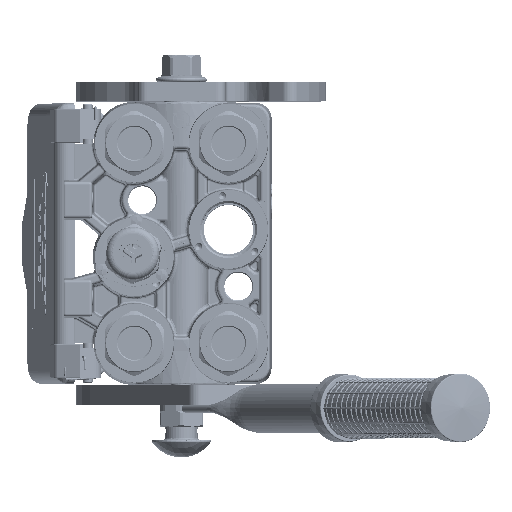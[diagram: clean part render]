
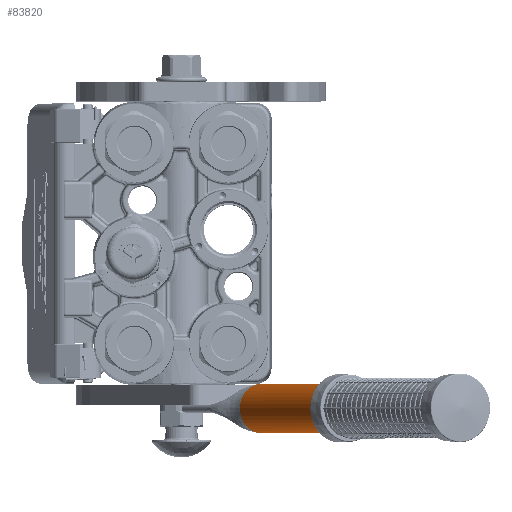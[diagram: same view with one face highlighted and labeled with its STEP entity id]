
A CAD part, top view. The second image highlights one B-rep face of the part: STEP entity #83820.
In plain terms, the highlighted cylindrical face has radius 12.5 mm (diameter 25 mm), a partial arc.
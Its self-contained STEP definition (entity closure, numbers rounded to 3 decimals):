
#2728 = CARTESIAN_POINT ( 'NONE',  ( -12.5, 0.24, 0. ) ) ;
#7646 = CARTESIAN_POINT ( 'NONE',  ( -12.479, 0.172, 0.721 ) ) ;
#15826 = CARTESIAN_POINT ( 'NONE',  ( 12.481, 0.178, 0.683 ) ) ;
#16759 = CARTESIAN_POINT ( 'NONE',  ( 12.486, 0.195, 0.586 ) ) ;
#17358 = ORIENTED_EDGE ( 'NONE', *, *, #21709, .F. ) ;
#19505 = B_SPLINE_CURVE_WITH_KNOTS ( 'NONE', 3,
 ( #77490, #254404, #276770, #29926, #231084, #139703, #118355, #162132, #73657, #51370, #273926, #140659, #7646, #163074, #185496, #119302 ),
 .UNSPECIFIED., .F., .F.,
 ( 4, 2, 1, 2, 2, 1, 2, 2, 4 ),
 ( 0., 0.25, 0.312, 0.328, 0.344, 0.375, 0.437, 0.5, 1. ),
 .UNSPECIFIED. ) ;
#20892 = VERTEX_POINT ( 'NONE', #181743 ) ;
#21709 = EDGE_CURVE ( 'NONE', #60860, #36540, #130732, .T. ) ;
#23540 = EDGE_CURVE ( 'NONE', #198437, #36540, #88140, .T. ) ;
#24749 = DIRECTION ( 'NONE',  ( 0., 1., 0. ) ) ;
#24762 = CARTESIAN_POINT ( 'NONE',  ( -12.5, 198., 0. ) ) ;
#29926 = CARTESIAN_POINT ( 'NONE',  ( -12.461, 0.114, 0.981 ) ) ;
#32036 = CARTESIAN_POINT ( 'NONE',  ( 0., 0., 0. ) ) ;
#33953 = DIRECTION ( 'NONE',  ( 0., 1., 0. ) ) ;
#35468 = CARTESIAN_POINT ( 'NONE',  ( 12.5, 0.24, 0. ) ) ;
#36234 = CARTESIAN_POINT ( 'NONE',  ( 12.472, 0.146, 0.859 ) ) ;
#36540 = VERTEX_POINT ( 'NONE', #131285 ) ;
#40044 = CARTESIAN_POINT ( 'NONE',  ( 12.5, 0.24, 0. ) ) ;
#46606 = DIRECTION ( 'NONE',  ( 1., 0., 0. ) ) ;
#51370 = CARTESIAN_POINT ( 'NONE',  ( -12.471, 0.146, 0.847 ) ) ;
#60539 = CARTESIAN_POINT ( 'NONE',  ( -12.5, 0.24, 0. ) ) ;
#60860 = VERTEX_POINT ( 'NONE', #24762 ) ;
#66013 = CARTESIAN_POINT ( 'NONE',  ( 0., 0., 0. ) ) ;
#73657 = CARTESIAN_POINT ( 'NONE',  ( -12.468, 0.136, 0.889 ) ) ;
#77490 = CARTESIAN_POINT ( 'NONE',  ( -12.426, 0., 1.36 ) ) ;
#80863 = CARTESIAN_POINT ( 'NONE',  ( 12.482, 0.18, 0.676 ) ) ;
#83820 = ADVANCED_FACE ( 'NONE', ( #282113 ), #205772, .T. ) ;
#85244 = EDGE_LOOP ( 'NONE', ( #221239, #17358, #111854, #234854, #239919, #176844, #190919 ) ) ;
#88140 = LINE ( 'NONE', #35468, #178602 ) ;
#94481 = CIRCLE ( 'NONE', #266126, 12.5 ) ;
#100960 = VECTOR ( 'NONE', #237414, 1000. ) ;
#107028 = CARTESIAN_POINT ( 'NONE',  ( 12.488, 0.202, 0.541 ) ) ;
#111854 = ORIENTED_EDGE ( 'NONE', *, *, #242635, .F. ) ;
#118355 = CARTESIAN_POINT ( 'NONE',  ( -12.466, 0.13, 0.917 ) ) ;
#119302 = CARTESIAN_POINT ( 'NONE',  ( -12.5, 0.24, 0. ) ) ;
#122880 = DIRECTION ( 'NONE',  ( 0., 1., 0. ) ) ;
#128381 = CARTESIAN_POINT ( 'NONE',  ( 12.492, 0.214, 0.452 ) ) ;
#129348 = CARTESIAN_POINT ( 'NONE',  ( 12.481, 0.178, 0.688 ) ) ;
#130732 = CIRCLE ( 'NONE', #145051, 12.5 ) ;
#131285 = CARTESIAN_POINT ( 'NONE',  ( 12.5, 198., 0. ) ) ;
#131810 = EDGE_CURVE ( 'NONE', #198437, #20892, #255821, .T. ) ;
#132753 = VERTEX_POINT ( 'NONE', #226406 ) ;
#139703 = CARTESIAN_POINT ( 'NONE',  ( -12.466, 0.127, 0.927 ) ) ;
#140659 = CARTESIAN_POINT ( 'NONE',  ( -12.478, 0.167, 0.748 ) ) ;
#145051 = AXIS2_PLACEMENT_3D ( 'NONE', #287012, #152836, #221940 ) ;
#152836 = DIRECTION ( 'NONE',  ( 0., 1., 0. ) ) ;
#162132 = CARTESIAN_POINT ( 'NONE',  ( -12.467, 0.131, 0.91 ) ) ;
#163074 = CARTESIAN_POINT ( 'NONE',  ( -12.494, 0.221, 0.449 ) ) ;
#170321 = CARTESIAN_POINT ( 'NONE',  ( 12.494, 0.22, 0.394 ) ) ;
#176844 = ORIENTED_EDGE ( 'NONE', *, *, #234657, .T. ) ;
#178602 = VECTOR ( 'NONE', #122880, 1000. ) ;
#180301 = DIRECTION ( 'NONE',  ( -0.994, 0., 0.109 ) ) ;
#181743 = CARTESIAN_POINT ( 'NONE',  ( 12.426, 0., 1.36 ) ) ;
#185496 = CARTESIAN_POINT ( 'NONE',  ( -12.5, 0.24, 0.216 ) ) ;
#189511 = DIRECTION ( 'NONE',  ( -0.994, 0., 0.109 ) ) ;
#190919 = ORIENTED_EDGE ( 'NONE', *, *, #131810, .F. ) ;
#192633 = CIRCLE ( 'NONE', #220671, 12.5 ) ;
#194645 = CARTESIAN_POINT ( 'NONE',  ( 12.426, 0., 1.36 ) ) ;
#195590 = CARTESIAN_POINT ( 'NONE',  ( 12.499, 0.235, 0.221 ) ) ;
#198437 = VERTEX_POINT ( 'NONE', #206570 ) ;
#201805 = EDGE_CURVE ( 'NONE', #244785, #257026, #19505, .T. ) ;
#205772 = CYLINDRICAL_SURFACE ( 'NONE', #270103, 12.5 ) ;
#206570 = CARTESIAN_POINT ( 'NONE',  ( 12.5, 0.24, 0. ) ) ;
#215727 = LINE ( 'NONE', #60539, #100960 ) ;
#220671 = AXIS2_PLACEMENT_3D ( 'NONE', #267736, #24749, #180301 ) ;
#221239 = ORIENTED_EDGE ( 'NONE', *, *, #23540, .T. ) ;
#221940 = DIRECTION ( 'NONE',  ( -1., 0., 0. ) ) ;
#226406 = CARTESIAN_POINT ( 'NONE',  ( 0., 0., 12.5 ) ) ;
#231084 = CARTESIAN_POINT ( 'NONE',  ( -12.464, 0.121, 0.953 ) ) ;
#234657 = EDGE_CURVE ( 'NONE', #132753, #20892, #192633, .T. ) ;
#234854 = ORIENTED_EDGE ( 'NONE', *, *, #201805, .F. ) ;
#237414 = DIRECTION ( 'NONE',  ( 0., 1., 0. ) ) ;
#239289 = CARTESIAN_POINT ( 'NONE',  ( 12.456, 0.096, 1.087 ) ) ;
#239919 = ORIENTED_EDGE ( 'NONE', *, *, #240464, .T. ) ;
#240246 = CARTESIAN_POINT ( 'NONE',  ( 12.5, 0.24, 0.108 ) ) ;
#240464 = EDGE_CURVE ( 'NONE', #244785, #132753, #94481, .T. ) ;
#241914 = CARTESIAN_POINT ( 'NONE',  ( -12.426, 0., 1.36 ) ) ;
#242635 = EDGE_CURVE ( 'NONE', #257026, #60860, #215727, .T. ) ;
#244785 = VERTEX_POINT ( 'NONE', #241914 ) ;
#249626 = DIRECTION ( 'NONE',  ( 0., -1., 0. ) ) ;
#254404 = CARTESIAN_POINT ( 'NONE',  ( -12.441, 0.049, 1.219 ) ) ;
#255821 = B_SPLINE_CURVE_WITH_KNOTS ( 'NONE', 3,
 ( #40044, #240246, #195590, #170321, #128381, #107028, #16759, #262567, #283987, #80863, #15826, #129348, #36234, #239289, #194645 ),
 .UNSPECIFIED., .F., .F.,
 ( 4, 2, 2, 1, 1, 1, 2, 2, 4 ),
 ( 0., 0.25, 0.375, 0.437, 0.469, 0.484, 0.492, 0.5, 1. ),
 .UNSPECIFIED. ) ;
#257026 = VERTEX_POINT ( 'NONE', #2728 ) ;
#262567 = CARTESIAN_POINT ( 'NONE',  ( 12.484, 0.186, 0.638 ) ) ;
#266126 = AXIS2_PLACEMENT_3D ( 'NONE', #32036, #33953, #189511 ) ;
#267736 = CARTESIAN_POINT ( 'NONE',  ( 0., 0., 0. ) ) ;
#270103 = AXIS2_PLACEMENT_3D ( 'NONE', #66013, #249626, #46606 ) ;
#273926 = CARTESIAN_POINT ( 'NONE',  ( -12.474, 0.155, 0.804 ) ) ;
#276770 = CARTESIAN_POINT ( 'NONE',  ( -12.452, 0.083, 1.1 ) ) ;
#282113 = FACE_OUTER_BOUND ( 'NONE', #85244, .T. ) ;
#283987 = CARTESIAN_POINT ( 'NONE',  ( 12.482, 0.182, 0.665 ) ) ;
#287012 = CARTESIAN_POINT ( 'NONE',  ( 0., 198., 0. ) ) ;
